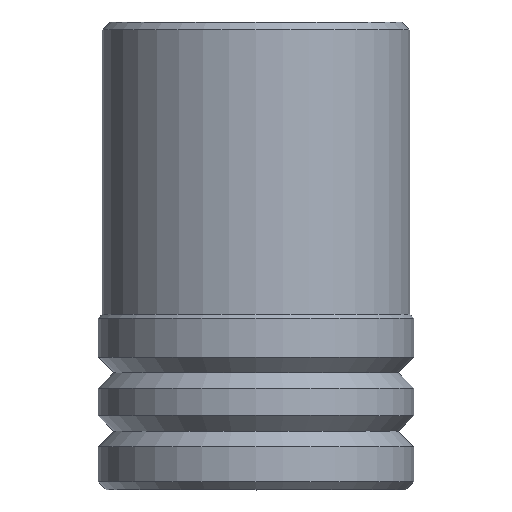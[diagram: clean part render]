
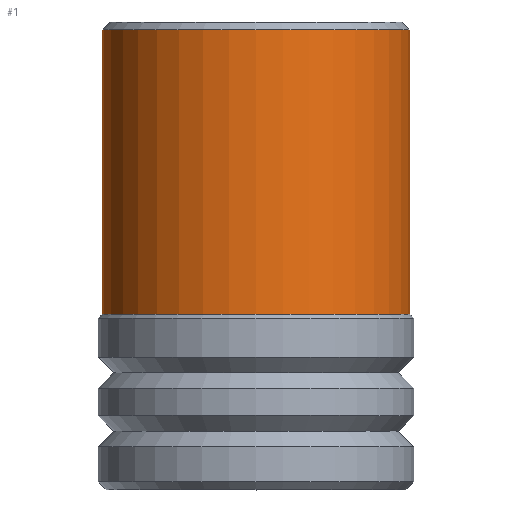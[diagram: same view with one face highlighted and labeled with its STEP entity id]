
A CAD part, top view. The second image highlights one B-rep face of the part: STEP entity #1.
In plain terms, the highlighted cylindrical face has radius 3.95 mm (diameter 7.9 mm), a partial arc.
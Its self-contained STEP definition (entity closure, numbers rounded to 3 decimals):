
#1 = ADVANCED_FACE ( 'NONE', ( #85 ), #540, .T. ) ;
#3 = VERTEX_POINT ( 'NONE', #535 ) ;
#4 = VERTEX_POINT ( 'NONE', #395 ) ;
#5 = VERTEX_POINT ( 'NONE', #448 ) ;
#7 = ORIENTED_EDGE ( 'NONE', *, *, #10, .T. ) ;
#8 = EDGE_LOOP ( 'NONE', ( #70, #7, #61, #63 ) ) ;
#10 = EDGE_CURVE ( 'NONE', #5, #31, #463, .T. ) ;
#17 = EDGE_CURVE ( 'NONE', #3, #31, #510, .T. ) ;
#31 = VERTEX_POINT ( 'NONE', #547 ) ;
#40 = EDGE_CURVE ( 'NONE', #4, #5, #556, .T. ) ;
#60 = EDGE_CURVE ( 'NONE', #4, #3, #471, .T. ) ;
#61 = ORIENTED_EDGE ( 'NONE', *, *, #17, .F. ) ;
#63 = ORIENTED_EDGE ( 'NONE', *, *, #60, .F. ) ;
#70 = ORIENTED_EDGE ( 'NONE', *, *, #40, .T. ) ;
#85 = FACE_OUTER_BOUND ( 'NONE', #8, .T. ) ;
#395 = CARTESIAN_POINT ( 'NONE',  ( -3.95, 4.5, 0. ) ) ;
#402 = CARTESIAN_POINT ( 'NONE',  ( 0., 16.02, 0. ) ) ;
#436 = DIRECTION ( 'NONE',  ( 0., 1., 0. ) ) ;
#440 = CARTESIAN_POINT ( 'NONE',  ( 0., 11.8, 0. ) ) ;
#448 = CARTESIAN_POINT ( 'NONE',  ( 3.95, 4.5, 0. ) ) ;
#457 = DIRECTION ( 'NONE',  ( -1., 0., 0. ) ) ;
#463 = LINE ( 'NONE', #485, #484 ) ;
#468 = DIRECTION ( 'NONE',  ( 0., 1., 0. ) ) ;
#469 = VECTOR ( 'NONE', #468, 1000. ) ;
#470 = CARTESIAN_POINT ( 'NONE',  ( -3.95, 16.02, 0. ) ) ;
#471 = LINE ( 'NONE', #470, #469 ) ;
#483 = DIRECTION ( 'NONE',  ( 0., 1., 0. ) ) ;
#484 = VECTOR ( 'NONE', #483, 1000. ) ;
#485 = CARTESIAN_POINT ( 'NONE',  ( 3.95, 16.02, 0. ) ) ;
#489 = AXIS2_PLACEMENT_3D ( 'NONE', #440, #436, #457 ) ;
#510 = CIRCLE ( 'NONE', #489, 3.95 ) ;
#534 = AXIS2_PLACEMENT_3D ( 'NONE', #402, #536, #544 ) ;
#535 = CARTESIAN_POINT ( 'NONE',  ( -3.95, 11.8, 0. ) ) ;
#536 = DIRECTION ( 'NONE',  ( 0., 1., 0. ) ) ;
#540 = CYLINDRICAL_SURFACE ( 'NONE', #534, 3.95 ) ;
#544 = DIRECTION ( 'NONE',  ( -1., 0., 0. ) ) ;
#547 = CARTESIAN_POINT ( 'NONE',  ( 3.95, 11.8, 0. ) ) ;
#552 = DIRECTION ( 'NONE',  ( -1., 0., 0. ) ) ;
#553 = DIRECTION ( 'NONE',  ( 0., 1., 0. ) ) ;
#554 = CARTESIAN_POINT ( 'NONE',  ( 0., 4.5, 0. ) ) ;
#555 = AXIS2_PLACEMENT_3D ( 'NONE', #554, #553, #552 ) ;
#556 = CIRCLE ( 'NONE', #555, 3.95 ) ;
